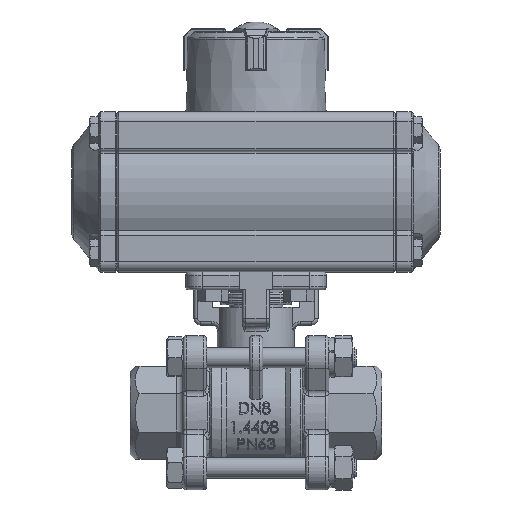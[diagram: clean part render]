
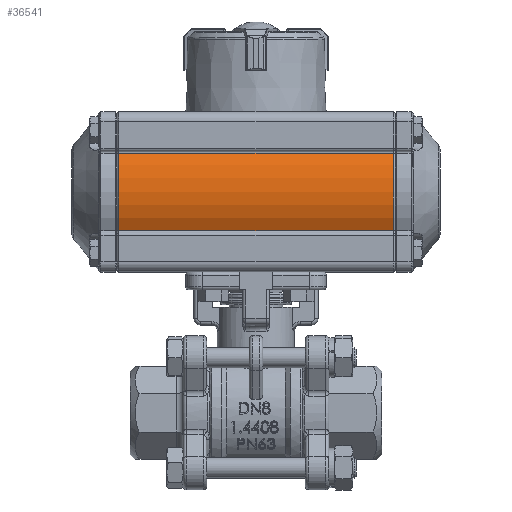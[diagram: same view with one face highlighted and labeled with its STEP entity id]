
A CAD part, top view. The second image highlights one B-rep face of the part: STEP entity #36541.
In plain terms, the highlighted cylindrical face has radius 23.7 mm (diameter 47.4 mm), a partial arc.
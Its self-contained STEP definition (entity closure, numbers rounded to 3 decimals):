
#4039=LINE('',#90083,#5798);
#4042=LINE('',#90090,#5801);
#5798=VECTOR('',#44235,1000.);
#5801=VECTOR('',#44242,1000.);
#12433=ORIENTED_EDGE('',*,*,#18038,.F.);
#12434=ORIENTED_EDGE('',*,*,#18230,.T.);
#12435=ORIENTED_EDGE('',*,*,#18042,.T.);
#12436=ORIENTED_EDGE('',*,*,#18012,.T.);
#18012=EDGE_CURVE('',#21418,#21413,#22915,.T.);
#18038=EDGE_CURVE('',#21452,#21413,#4039,.T.);
#18042=EDGE_CURVE('',#21453,#21418,#4042,.T.);
#18230=EDGE_CURVE('',#21452,#21453,#22996,.T.);
#21413=VERTEX_POINT('',#89990);
#21418=VERTEX_POINT('',#90001);
#21452=VERTEX_POINT('',#90082);
#21453=VERTEX_POINT('',#90087);
#22915=CIRCLE('',#38738,23.7);
#22996=CIRCLE('',#38888,23.7);
#24820=EDGE_LOOP('',(#12433,#12434,#12435,#12436));
#26893=FACE_BOUND('',#24820,.T.);
#27851=CYLINDRICAL_SURFACE('',#38887,23.7);
#36541=ADVANCED_FACE('',(#26893),#27851,.T.);
#38738=AXIS2_PLACEMENT_3D('',#90000,#44141,#44142);
#38887=AXIS2_PLACEMENT_3D('',#90709,#44531,#44532);
#38888=AXIS2_PLACEMENT_3D('',#90710,#44533,#44534);
#44141=DIRECTION('',(0.,0.,1.));
#44142=DIRECTION('',(1.,0.,0.));
#44235=DIRECTION('',(0.,0.,-1.));
#44242=DIRECTION('',(0.,0.,-1.));
#44531=DIRECTION('',(0.,0.,-1.));
#44532=DIRECTION('',(-1.,0.,0.));
#44533=DIRECTION('',(0.,0.,-1.));
#44534=DIRECTION('',(1.,0.,0.));
#89990=CARTESIAN_POINT('',(20.693,11.554,-40.9));
#90000=CARTESIAN_POINT('',(0.,0.,-40.9));
#90001=CARTESIAN_POINT('',(20.693,-11.554,-40.9));
#90082=CARTESIAN_POINT('',(20.693,11.554,40.9));
#90083=CARTESIAN_POINT('',(20.693,11.554,41.5));
#90087=CARTESIAN_POINT('',(20.693,-11.554,40.9));
#90090=CARTESIAN_POINT('',(20.693,-11.554,41.5));
#90709=CARTESIAN_POINT('',(0.,0.,41.5));
#90710=CARTESIAN_POINT('',(0.,0.,40.9));
